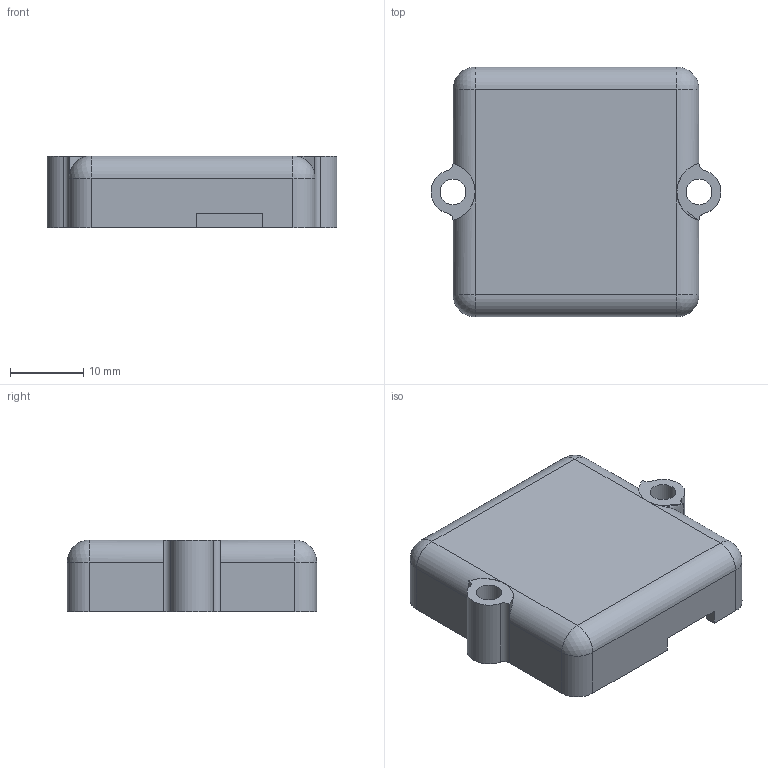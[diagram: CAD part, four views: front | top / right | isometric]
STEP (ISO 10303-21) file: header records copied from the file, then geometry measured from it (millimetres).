
FILE_DESCRIPTION( ('This file contains a STEP AP42 implementation' ,'as created by ZW3D STEP Interface translator.') ,'2;1' );
FILE_NAME( 'HOUSING-BA.stp' ,'24 216.235140', (''), ('ZWCAD Software Co.'), 'Version 1.0', 'ZW3D to STEP translator', '' );
FILE_SCHEMA(('AUTOMOTIVE_DESIGN { 1 0 10303 214 1 1 1 1 }'));
Length unit declared in the file: millimetre
Products named in the file (1): 0
Bounding box: 39.5 x 34 x 9.8 mm (x, y, z)
Volume: 3601.7 mm3; surface area: 4663.2 mm2
Topology: 1 solids, 1 shells, 64 faces, 148 edges, 87 vertices
Faces by surface type: cylinder 34, plane 22, sphere 8
Full cylindrical faces by diameter (mm): 3.5 x2
Entity records: 1956 total; most frequent: CARTESIAN_POINT 368, DIRECTION 330, ORIENTED_EDGE 296, EDGE_CURVE 148, AXIS2_PLACEMENT_3D 125, VERTEX_POINT 86, VECTOR 80, LINE 80
